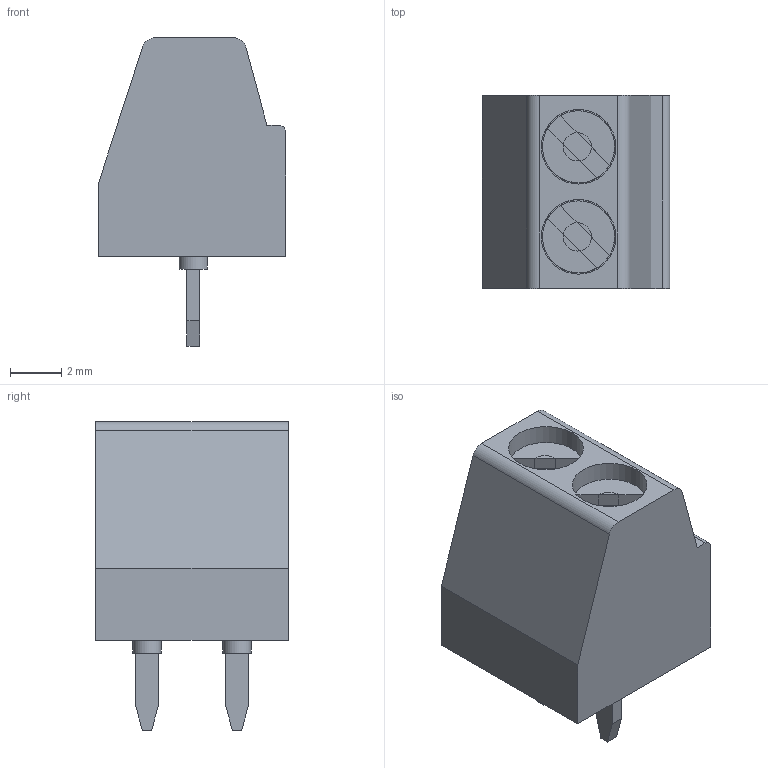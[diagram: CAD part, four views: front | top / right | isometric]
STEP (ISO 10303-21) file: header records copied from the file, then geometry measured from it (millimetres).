
FILE_DESCRIPTION(/* description */ (''),/* implementation_level */ '2;1');
FILE_NAME(/* name */ '1985807.step',/* time_stamp */ '2023-11-03T10:11:43-07:00',/* author */ (''),/* organization */ (''),/* preprocessor_version */ 'ST-DEVELOPER v20',/* originating_system */ 'Autodesk Translation Framework v12.14.0.127',/* authorisation */ '');
FILE_SCHEMA (('AUTOMOTIVE_DESIGN { 1 0 10303 214 3 1 1 }'));
Length unit declared in the file: millimetre
Products named in the file (2): (Unsaved); mkds_1-2-3.5_bk
Assembly tree (1 placements, depth 2):
  (Unsaved)
    mkds_1-2-3.5_bk
Bounding box: 7.3 x 7.5 x 12 mm (x, y, z)
Volume: 364.2 mm3; surface area: 416.3 mm2
Topology: 1 solids, 1 shells, 123 faces, 305 edges, 198 vertices
Faces by surface type: plane 90, cylinder 33
Full cylindrical faces by diameter (mm): 0.457 x1, 1.1 x2, 2.8 x2, 2.9 x2
Entity records: 3837 total; most frequent: DIRECTION 639, CARTESIAN_POINT 629, ORIENTED_EDGE 610, EDGE_CURVE 305, LINE 223, VECTOR 223, AXIS2_PLACEMENT_3D 208, VERTEX_POINT 198
